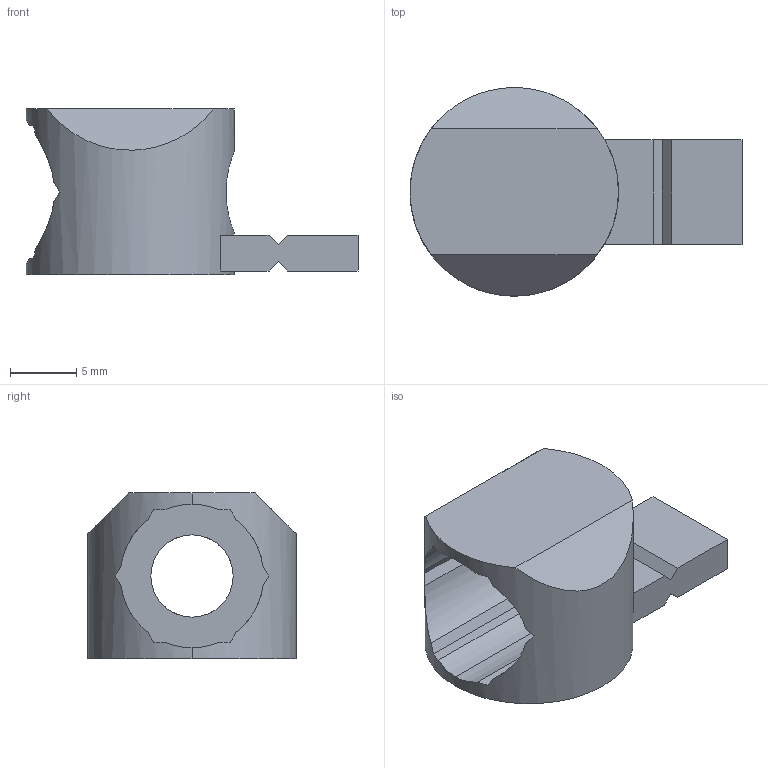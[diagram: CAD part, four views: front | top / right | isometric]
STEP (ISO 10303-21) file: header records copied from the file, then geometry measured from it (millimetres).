
FILE_DESCRIPTION(('STEP AP214'),'1');
FILE_NAME('fath_099a0830.stp','2017-10-09T08:09:13',('TraceParts'),('TraceParts S.A.'),'Spatial InterOp 3D',' ',' ');
FILE_SCHEMA(('automotive_design'));
Length unit declared in the file: millimetre
Products named in the file (1): fath_099a0830
Bounding box: 25 x 15.7 x 12.5 mm (x, y, z)
Volume: 1529.1 mm3; surface area: 1526.1 mm2
Topology: 1 solids, 1 shells, 40 faces, 113 edges, 74 vertices
Faces by surface type: plane 28, cylinder 12
Entity records: 1746 total; most frequent: CARTESIAN_POINT 386, ORIENTED_EDGE 226, DIRECTION 199, EDGE_CURVE 113, VERTEX_POINT 74, LINE 69, VECTOR 69, AXIS2_PLACEMENT_3D 65
